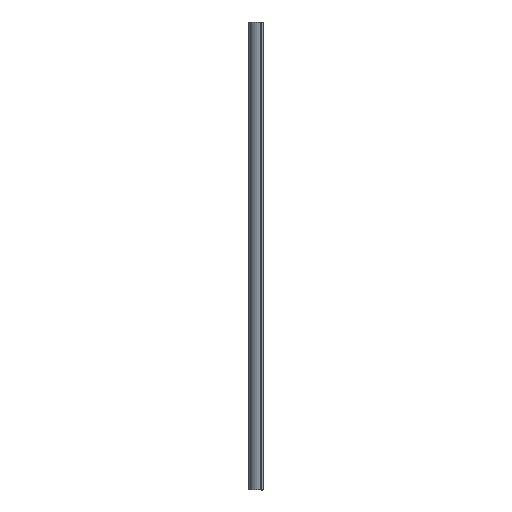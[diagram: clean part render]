
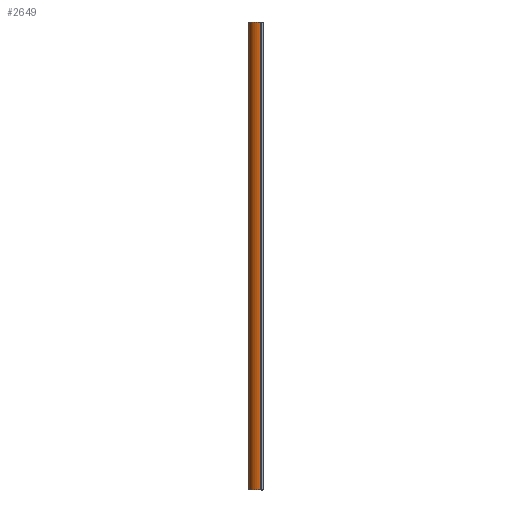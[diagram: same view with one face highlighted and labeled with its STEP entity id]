
A CAD part, left-side view. The second image highlights one B-rep face of the part: STEP entity #2649.
In plain terms, the highlighted cylindrical face has radius 25 mm (diameter 50 mm), a partial arc.
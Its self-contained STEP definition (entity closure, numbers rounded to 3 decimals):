
#1248=CIRCLE('',#2552,25.);
#1249=CIRCLE('',#2553,25.);
#1267=CYLINDRICAL_SURFACE('',#2551,25.);
#1328=ORIENTED_EDGE('',*,*,#1848,.T.);
#1329=ORIENTED_EDGE('',*,*,#1849,.F.);
#1330=ORIENTED_EDGE('',*,*,#1845,.F.);
#1331=ORIENTED_EDGE('',*,*,#1850,.T.);
#1555=VECTOR('',#2115,1.);
#1558=VECTOR('',#2120,1.);
#1657=LINE('',#2362,#1555);
#1660=LINE('',#2368,#1558);
#1750=VERTEX_POINT('',#2360);
#1751=VERTEX_POINT('',#2361);
#1752=VERTEX_POINT('',#2366);
#1753=VERTEX_POINT('',#2367);
#1845=EDGE_CURVE('',#1750,#1751,#1657,.T.);
#1848=EDGE_CURVE('',#1752,#1753,#1660,.T.);
#1849=EDGE_CURVE('',#1751,#1753,#1248,.T.);
#1850=EDGE_CURVE('',#1750,#1752,#1249,.T.);
#1943=EDGE_LOOP('',(#1328,#1329,#1330,#1331));
#2003=FACE_BOUND('',#1943,.T.);
#2115=DIRECTION('',(-1000.,0.,0.));
#2118=DIRECTION('',(-1.,0.,0.));
#2119=DIRECTION('',(0.,1.,0.));
#2120=DIRECTION('',(-1000.,0.,0.));
#2121=DIRECTION('',(-1.,0.,0.));
#2122=DIRECTION('',(0.,25.,0.));
#2123=DIRECTION('',(-1.,0.,0.));
#2124=DIRECTION('',(0.,25.,0.));
#2360=CARTESIAN_POINT('',(1000.,15.,10.));
#2361=CARTESIAN_POINT('',(0.,15.,10.));
#2362=CARTESIAN_POINT('',(1000.,15.,10.));
#2365=CARTESIAN_POINT('',(1000.,-10.,10.));
#2366=CARTESIAN_POINT('',(1000.,-10.,-15.));
#2367=CARTESIAN_POINT('',(0.,-10.,-15.));
#2368=CARTESIAN_POINT('',(1000.,-10.,-15.));
#2369=CARTESIAN_POINT('',(0.,-10.,10.));
#2370=CARTESIAN_POINT('',(1000.,-10.,10.));
#2551=AXIS2_PLACEMENT_3D('',#2365,#2118,#2119);
#2552=AXIS2_PLACEMENT_3D('',#2369,#2121,#2122);
#2553=AXIS2_PLACEMENT_3D('',#2370,#2123,#2124);
#2649=ADVANCED_FACE('',(#2003),#1267,.T.);
